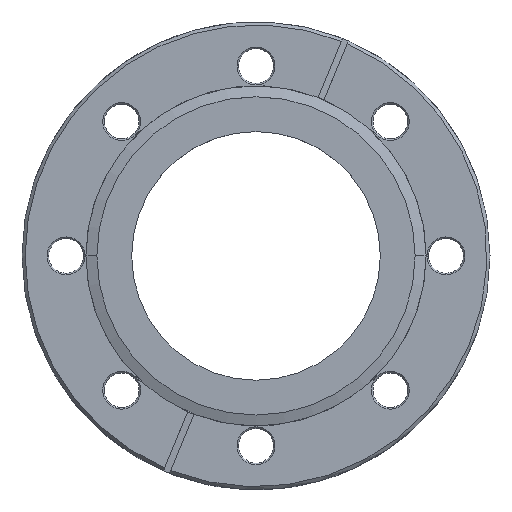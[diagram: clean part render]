
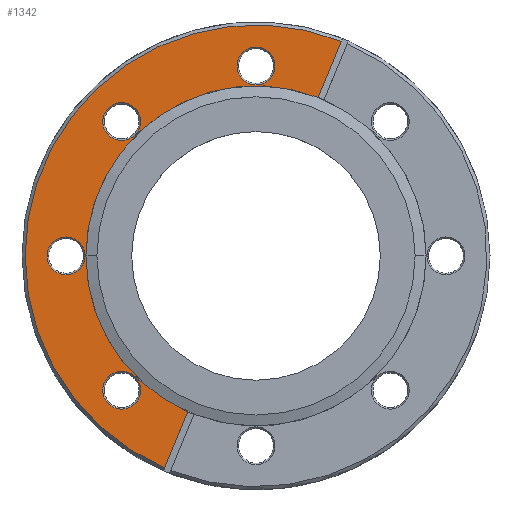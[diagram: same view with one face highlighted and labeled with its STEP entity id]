
A CAD part, top view. The second image highlights one B-rep face of the part: STEP entity #1342.
In plain terms, the highlighted planar face has unit normal (0, 0, 1).
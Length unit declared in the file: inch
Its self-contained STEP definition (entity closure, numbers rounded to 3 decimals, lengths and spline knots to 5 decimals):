
#19 = EDGE_CURVE ( 'NONE', #1489, #580, #1010, .T. ) ;
#22 = AXIS2_PLACEMENT_3D ( 'NONE', #1016, #780, #861 ) ;
#29 = CIRCLE ( 'NONE', #2358, 2.205 ) ;
#35 = AXIS2_PLACEMENT_3D ( 'NONE', #2014, #1328, #1832 ) ;
#41 = FACE_BOUND ( 'NONE', #542, .T. ) ;
#44 = FACE_BOUND ( 'NONE', #970, .T. ) ;
#46 = FACE_BOUND ( 'NONE', #1267, .T. ) ;
#48 = FACE_OUTER_BOUND ( 'NONE', #2018, .T. ) ;
#52 = CIRCLE ( 'NONE', #59, 0.181 ) ;
#59 = AXIS2_PLACEMENT_3D ( 'NONE', #583, #1079, #1044 ) ;
#71 = FACE_BOUND ( 'NONE', #1551, .T. ) ;
#82 = VECTOR ( 'NONE', #1068, 39.37008 ) ;
#117 = CARTESIAN_POINT ( 'NONE',  ( 0.181, 1.814, 0. ) ) ;
#155 = LINE ( 'NONE', #471, #82 ) ;
#160 = EDGE_CURVE ( 'NONE', #1869, #621, #2227, .T. ) ;
#247 = CARTESIAN_POINT ( 'NONE',  ( -1.10169, -1.28269, 0. ) ) ;
#293 = EDGE_CURVE ( 'NONE', #356, #1428, #1500, .T. ) ;
#356 = VERTEX_POINT ( 'NONE', #1654 ) ;
#366 = CARTESIAN_POINT ( 'NONE',  ( -1.625, 0., 0. ) ) ;
#377 = CARTESIAN_POINT ( 'NONE',  ( -1.46369, -1.28269, 0. ) ) ;
#380 = AXIS2_PLACEMENT_3D ( 'NONE', #459, #456, #447 ) ;
#400 = ORIENTED_EDGE ( 'NONE', *, *, #1614, .T. ) ;
#403 = DIRECTION ( 'NONE',  ( 0., 0., 1. ) ) ;
#423 = VERTEX_POINT ( 'NONE', #1092 ) ;
#424 = LINE ( 'NONE', #2090, #437 ) ;
#437 = VECTOR ( 'NONE', #451, 39.37008 ) ;
#446 = AXIS2_PLACEMENT_3D ( 'NONE', #2238, #1795, #1717 ) ;
#447 = DIRECTION ( 'NONE',  ( 1., 0., 0. ) ) ;
#451 = DIRECTION ( 'NONE',  ( -0.383, -0.924, 0. ) ) ;
#456 = DIRECTION ( 'NONE',  ( 0., 0., -1. ) ) ;
#458 = CIRCLE ( 'NONE', #1074, 1.625 ) ;
#459 = CARTESIAN_POINT ( 'NONE',  ( 0., 1.814, 0. ) ) ;
#465 = ORIENTED_EDGE ( 'NONE', *, *, #1330, .F. ) ;
#471 = CARTESIAN_POINT ( 'NONE',  ( 0.81486, 2.04891, 0. ) ) ;
#492 = DIRECTION ( 'NONE',  ( 0., 0., -1. ) ) ;
#504 = CARTESIAN_POINT ( 'NONE',  ( -1.28269, 1.28269, 0. ) ) ;
#522 = ORIENTED_EDGE ( 'NONE', *, *, #293, .T. ) ;
#542 = EDGE_LOOP ( 'NONE', ( #2167, #1715 ) ) ;
#544 = CARTESIAN_POINT ( 'NONE',  ( 0., 0., 0. ) ) ;
#573 = CIRCLE ( 'NONE', #2277, 1.625 ) ;
#580 = VERTEX_POINT ( 'NONE', #247 ) ;
#583 = CARTESIAN_POINT ( 'NONE',  ( -1.28269, 1.28269, 0. ) ) ;
#590 = CIRCLE ( 'NONE', #446, 0.181 ) ;
#594 = AXIS2_PLACEMENT_3D ( 'NONE', #706, #636, #631 ) ;
#621 = VERTEX_POINT ( 'NONE', #117 ) ;
#631 = DIRECTION ( 'NONE',  ( 1., 0., 0. ) ) ;
#636 = DIRECTION ( 'NONE',  ( 0., 0., -1. ) ) ;
#643 = CARTESIAN_POINT ( 'NONE',  ( -1.995, 0., 0. ) ) ;
#658 = AXIS2_PLACEMENT_3D ( 'NONE', #1620, #1532, #1585 ) ;
#689 = EDGE_CURVE ( 'NONE', #621, #1869, #1105, .T. ) ;
#706 = CARTESIAN_POINT ( 'NONE',  ( 0., 1.814, 0. ) ) ;
#743 = ORIENTED_EDGE ( 'NONE', *, *, #843, .F. ) ;
#759 = EDGE_CURVE ( 'NONE', #580, #1489, #1346, .T. ) ;
#761 = CARTESIAN_POINT ( 'NONE',  ( -0.181, 1.814, 0. ) ) ;
#780 = DIRECTION ( 'NONE',  ( 0., 0., -1. ) ) ;
#791 = CARTESIAN_POINT ( 'NONE',  ( -1.46369, 1.28269, 0. ) ) ;
#843 = EDGE_CURVE ( 'NONE', #2307, #423, #424, .T. ) ;
#861 = DIRECTION ( 'NONE',  ( 1., 0., 0. ) ) ;
#863 = CARTESIAN_POINT ( 'NONE',  ( -1.633, 0., 0. ) ) ;
#902 = EDGE_CURVE ( 'NONE', #2235, #958, #458, .T. ) ;
#958 = VERTEX_POINT ( 'NONE', #366 ) ;
#962 = EDGE_CURVE ( 'NONE', #2351, #1314, #590, .T. ) ;
#963 = ORIENTED_EDGE ( 'NONE', *, *, #1354, .T. ) ;
#970 = EDGE_LOOP ( 'NONE', ( #1853, #1884 ) ) ;
#1001 = CARTESIAN_POINT ( 'NONE',  ( 0.59287, 1.51299, 0. ) ) ;
#1010 = CIRCLE ( 'NONE', #658, 0.181 ) ;
#1016 = CARTESIAN_POINT ( 'NONE',  ( -1.28269, -1.28269, 0. ) ) ;
#1044 = DIRECTION ( 'NONE',  ( 1., 0., 0. ) ) ;
#1068 = DIRECTION ( 'NONE',  ( -0.383, -0.924, 0. ) ) ;
#1074 = AXIS2_PLACEMENT_3D ( 'NONE', #544, #2272, #2242 ) ;
#1079 = DIRECTION ( 'NONE',  ( 0., 0., -1. ) ) ;
#1092 = CARTESIAN_POINT ( 'NONE',  ( -0.8726, -2.02499, 0. ) ) ;
#1102 = ORIENTED_EDGE ( 'NONE', *, *, #1324, .T. ) ;
#1105 = CIRCLE ( 'NONE', #380, 0.181 ) ;
#1127 = CARTESIAN_POINT ( 'NONE',  ( -2.205, 0., 0. ) ) ;
#1146 = CARTESIAN_POINT ( 'NONE',  ( 0., 0., 0. ) ) ;
#1186 = CIRCLE ( 'NONE', #1919, 0.181 ) ;
#1228 = CARTESIAN_POINT ( 'NONE',  ( -0.65062, -1.48907, 0. ) ) ;
#1231 = AXIS2_PLACEMENT_3D ( 'NONE', #1872, #1757, #1754 ) ;
#1267 = EDGE_LOOP ( 'NONE', ( #1102, #400 ) ) ;
#1306 = DIRECTION ( 'NONE',  ( 0., 0., 1. ) ) ;
#1314 = VERTEX_POINT ( 'NONE', #643 ) ;
#1324 = EDGE_CURVE ( 'NONE', #1364, #2003, #52, .T. ) ;
#1328 = DIRECTION ( 'NONE',  ( 0., 0., 1. ) ) ;
#1330 = EDGE_CURVE ( 'NONE', #356, #2235, #155, .T. ) ;
#1342 = ADVANCED_FACE ( 'NONE', ( #71, #41, #44, #46, #48 ), #2086, .T. ) ;
#1346 = CIRCLE ( 'NONE', #22, 0.181 ) ;
#1354 = EDGE_CURVE ( 'NONE', #1428, #423, #29, .T. ) ;
#1364 = VERTEX_POINT ( 'NONE', #1420 ) ;
#1371 = DIRECTION ( 'NONE',  ( 1., 0., 0. ) ) ;
#1395 = CARTESIAN_POINT ( 'NONE',  ( 0., 0., 0. ) ) ;
#1420 = CARTESIAN_POINT ( 'NONE',  ( -1.10169, 1.28269, 0. ) ) ;
#1428 = VERTEX_POINT ( 'NONE', #1127 ) ;
#1489 = VERTEX_POINT ( 'NONE', #377 ) ;
#1500 = CIRCLE ( 'NONE', #1231, 2.205 ) ;
#1532 = DIRECTION ( 'NONE',  ( 0., 0., -1. ) ) ;
#1551 = EDGE_LOOP ( 'NONE', ( #2271, #2232 ) ) ;
#1585 = DIRECTION ( 'NONE',  ( 1., 0., 0. ) ) ;
#1614 = EDGE_CURVE ( 'NONE', #2003, #1364, #1812, .T. ) ;
#1620 = CARTESIAN_POINT ( 'NONE',  ( -1.28269, -1.28269, 0. ) ) ;
#1621 = DIRECTION ( 'NONE',  ( 1., 0., 0. ) ) ;
#1654 = CARTESIAN_POINT ( 'NONE',  ( 0.81486, 2.04891, 0. ) ) ;
#1668 = EDGE_CURVE ( 'NONE', #958, #2307, #573, .T. ) ;
#1705 = DIRECTION ( 'NONE',  ( 1., 0., 0. ) ) ;
#1715 = ORIENTED_EDGE ( 'NONE', *, *, #19, .T. ) ;
#1717 = DIRECTION ( 'NONE',  ( 1., 0., 0. ) ) ;
#1754 = DIRECTION ( 'NONE',  ( 1., 0., 0. ) ) ;
#1757 = DIRECTION ( 'NONE',  ( 0., 0., 1. ) ) ;
#1795 = DIRECTION ( 'NONE',  ( 0., 0., -1. ) ) ;
#1812 = CIRCLE ( 'NONE', #2320, 0.181 ) ;
#1817 = EDGE_CURVE ( 'NONE', #1314, #2351, #1186, .T. ) ;
#1832 = DIRECTION ( 'NONE',  ( 1., 0., 0. ) ) ;
#1853 = ORIENTED_EDGE ( 'NONE', *, *, #962, .T. ) ;
#1869 = VERTEX_POINT ( 'NONE', #761 ) ;
#1872 = CARTESIAN_POINT ( 'NONE',  ( 0., 0., 0. ) ) ;
#1884 = ORIENTED_EDGE ( 'NONE', *, *, #1817, .T. ) ;
#1919 = AXIS2_PLACEMENT_3D ( 'NONE', #2125, #2104, #2077 ) ;
#2003 = VERTEX_POINT ( 'NONE', #791 ) ;
#2014 = CARTESIAN_POINT ( 'NONE',  ( 2.235, 0., 0. ) ) ;
#2018 = EDGE_LOOP ( 'NONE', ( #465, #522, #963, #743, #2328, #2268 ) ) ;
#2077 = DIRECTION ( 'NONE',  ( 1., 0., 0. ) ) ;
#2086 = PLANE ( 'NONE',  #35 ) ;
#2090 = CARTESIAN_POINT ( 'NONE',  ( -0.65062, -1.48907, 0. ) ) ;
#2104 = DIRECTION ( 'NONE',  ( 0., 0., -1. ) ) ;
#2125 = CARTESIAN_POINT ( 'NONE',  ( -1.814, 0., 0. ) ) ;
#2167 = ORIENTED_EDGE ( 'NONE', *, *, #759, .T. ) ;
#2227 = CIRCLE ( 'NONE', #594, 0.181 ) ;
#2232 = ORIENTED_EDGE ( 'NONE', *, *, #160, .T. ) ;
#2235 = VERTEX_POINT ( 'NONE', #1001 ) ;
#2238 = CARTESIAN_POINT ( 'NONE',  ( -1.814, 0., 0. ) ) ;
#2242 = DIRECTION ( 'NONE',  ( 1., 0., 0. ) ) ;
#2268 = ORIENTED_EDGE ( 'NONE', *, *, #902, .F. ) ;
#2271 = ORIENTED_EDGE ( 'NONE', *, *, #689, .T. ) ;
#2272 = DIRECTION ( 'NONE',  ( 0., 0., 1. ) ) ;
#2277 = AXIS2_PLACEMENT_3D ( 'NONE', #1146, #403, #1705 ) ;
#2307 = VERTEX_POINT ( 'NONE', #1228 ) ;
#2320 = AXIS2_PLACEMENT_3D ( 'NONE', #504, #492, #1621 ) ;
#2328 = ORIENTED_EDGE ( 'NONE', *, *, #1668, .F. ) ;
#2351 = VERTEX_POINT ( 'NONE', #863 ) ;
#2358 = AXIS2_PLACEMENT_3D ( 'NONE', #1395, #1306, #1371 ) ;
